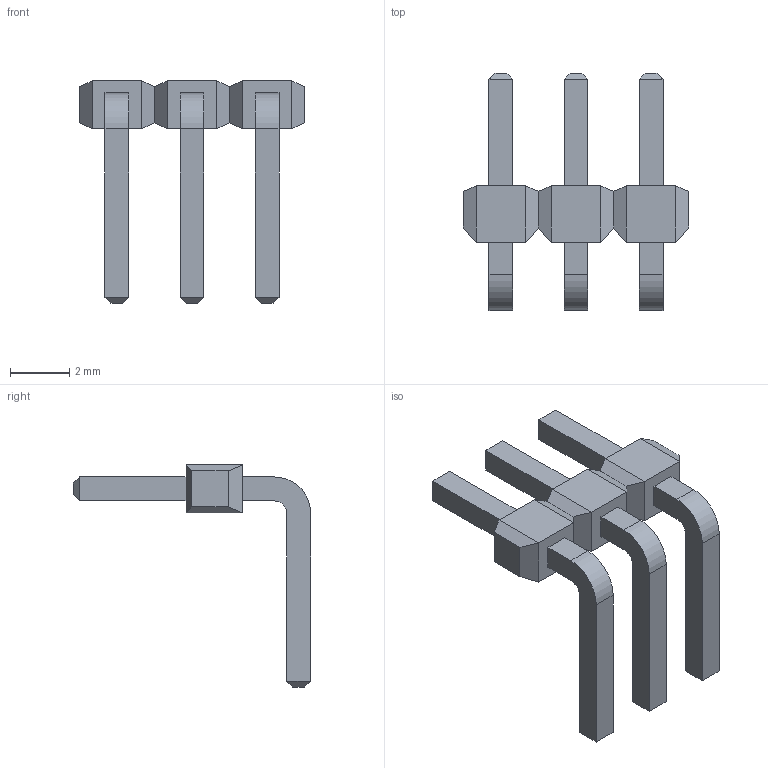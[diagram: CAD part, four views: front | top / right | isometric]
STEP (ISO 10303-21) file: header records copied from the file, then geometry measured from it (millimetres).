
FILE_DESCRIPTION(('STEP AP214'),'1');
FILE_NAME('CONN_A-7478-3A222_MOL','2024-02-24T04:57:42',(''),(''),'','','');
FILE_SCHEMA(('AUTOMOTIVE_DESIGN'));
Length unit declared in the file: millimetre
Products named in the file (1): product
Bounding box: 7.62 x 8.03 x 7.52 mm (x, y, z)
Volume: 45 mm3; surface area: 179.9 mm2
Topology: 7 solids, 7 shells, 110 faces, 232 edges, 136 vertices
Faces by surface type: plane 104, cylinder 6
Entity records: 2860 total; most frequent: DIRECTION 466, ORIENTED_EDGE 464, CARTESIAN_POINT 253, EDGE_CURVE 232, LINE 220, VECTOR 220, VERTEX_POINT 136, AXIS2_PLACEMENT_3D 123
